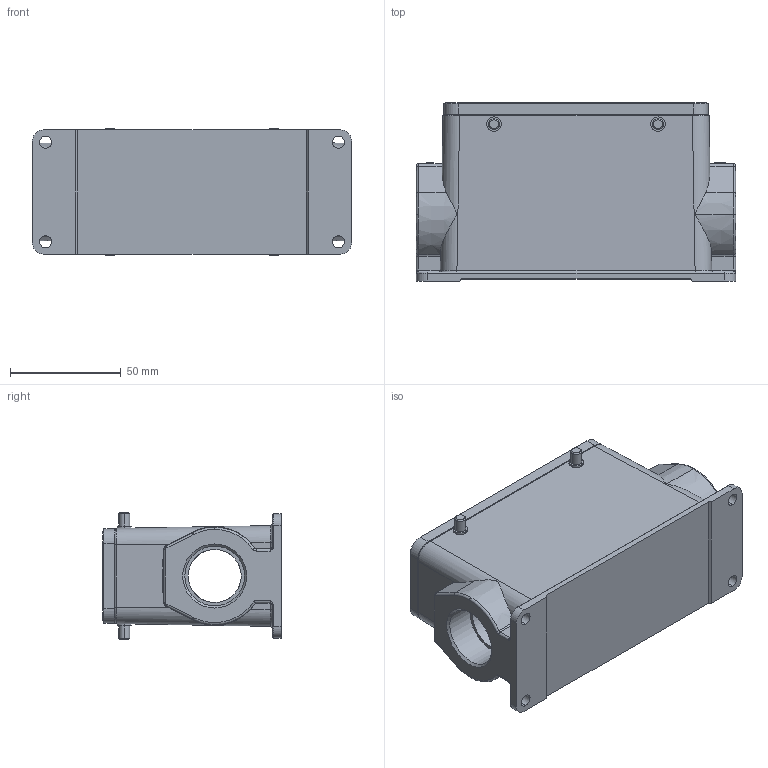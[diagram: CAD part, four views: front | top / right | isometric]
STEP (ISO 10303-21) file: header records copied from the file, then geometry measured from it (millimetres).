
FILE_DESCRIPTION(/* description */ (''),/* implementation_level */ '2;1');
FILE_NAME(/* name */ '3D_1240242305031_HV24B-SFH-4B-2PG21_V1.1.STP',/* time_stamp */ '2024-01-11T12:08:48+08:00',/* author */ (''),/* organization */ (''),/* preprocessor_version */ 'ST-DEVELOPER v18.1',/* originating_system */ 'SIEMENS PLM Software NX 1980',/* authorisation */ '');
FILE_SCHEMA (('AUTOMOTIVE_DESIGN { 1 0 10303 214 3 1 1 1 }'));
Length unit declared in the file: millimetre
Products named in the file (1): 145933408BBA2ohd
Bounding box: 144 x 80.48 x 57.62 mm (x, y, z)
Volume: 185784.6 mm3; surface area: 69648.9 mm2
Topology: 7 solids, 7 shells, 387 faces, 934 edges, 585 vertices
Faces by surface type: cylinder 154, plane 149, torus 36, cone 23, bspline 23, sphere 1, extrusion 1
Full cylindrical faces by diameter (mm): 24 x2, 26.9 x2
Entity records: 13248 total; most frequent: CARTESIAN_POINT 4686, ORIENTED_EDGE 1856, DIRECTION 1610, EDGE_CURVE 928, AXIS2_PLACEMENT_3D 605, VERTEX_POINT 585, EDGE_LOOP 431, VECTOR 400
